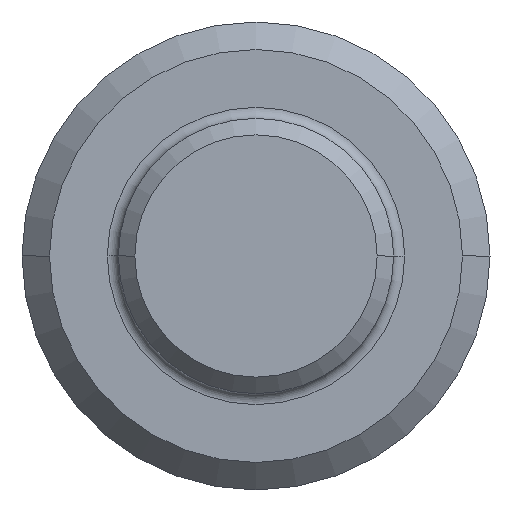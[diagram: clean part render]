
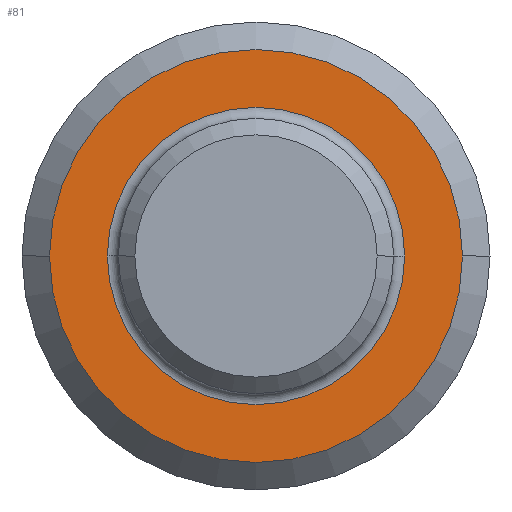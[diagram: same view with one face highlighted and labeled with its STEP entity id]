
A CAD part, front view. The second image highlights one B-rep face of the part: STEP entity #81.
In plain terms, the highlighted planar face has unit normal (0, -1, 0).
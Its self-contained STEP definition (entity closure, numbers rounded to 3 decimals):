
#10 = EDGE_CURVE ( 'NONE', #219, #709, #357, .T. ) ;
#20 = AXIS2_PLACEMENT_3D ( 'NONE', #434, #156, #502 ) ;
#81 = ADVANCED_FACE ( 'NONE', ( #863, #576 ), #239, .T. ) ;
#110 = EDGE_LOOP ( 'NONE', ( #809, #655 ) ) ;
#114 = ORIENTED_EDGE ( 'NONE', *, *, #553, .T. ) ;
#115 = DIRECTION ( 'NONE',  ( 1., 0., 0. ) ) ;
#126 = AXIS2_PLACEMENT_3D ( 'NONE', #851, #856, #115 ) ;
#156 = DIRECTION ( 'NONE',  ( 0., -1., 0. ) ) ;
#181 = AXIS2_PLACEMENT_3D ( 'NONE', #657, #518, #565 ) ;
#219 = VERTEX_POINT ( 'NONE', #527 ) ;
#239 = PLANE ( 'NONE',  #181 ) ;
#251 = DIRECTION ( 'NONE',  ( 0., -1., 0. ) ) ;
#279 = CARTESIAN_POINT ( 'NONE',  ( 3.75, 0., 0. ) ) ;
#306 = VERTEX_POINT ( 'NONE', #430 ) ;
#350 = CIRCLE ( 'NONE', #393, 2.7 ) ;
#357 = CIRCLE ( 'NONE', #126, 2.7 ) ;
#393 = AXIS2_PLACEMENT_3D ( 'NONE', #738, #536, #885 ) ;
#411 = VERTEX_POINT ( 'NONE', #279 ) ;
#413 = CIRCLE ( 'NONE', #20, 3.75 ) ;
#430 = CARTESIAN_POINT ( 'NONE',  ( -3.75, 0., 0. ) ) ;
#434 = CARTESIAN_POINT ( 'NONE',  ( 0., 0., 0. ) ) ;
#502 = DIRECTION ( 'NONE',  ( 1., 0., 0. ) ) ;
#518 = DIRECTION ( 'NONE',  ( 0., -1., 0. ) ) ;
#527 = CARTESIAN_POINT ( 'NONE',  ( -2.7, 0., 0. ) ) ;
#536 = DIRECTION ( 'NONE',  ( 0., 1., 0. ) ) ;
#541 = CARTESIAN_POINT ( 'NONE',  ( 2.7, 0., 0. ) ) ;
#553 = EDGE_CURVE ( 'NONE', #306, #411, #413, .T. ) ;
#565 = DIRECTION ( 'NONE',  ( 1., 0., 0. ) ) ;
#576 = FACE_BOUND ( 'NONE', #110, .T. ) ;
#595 = CIRCLE ( 'NONE', #774, 3.75 ) ;
#602 = EDGE_CURVE ( 'NONE', #411, #306, #595, .T. ) ;
#655 = ORIENTED_EDGE ( 'NONE', *, *, #10, .T. ) ;
#657 = CARTESIAN_POINT ( 'NONE',  ( 2.5, 0., 0. ) ) ;
#674 = EDGE_CURVE ( 'NONE', #709, #219, #350, .T. ) ;
#678 = DIRECTION ( 'NONE',  ( 1., 0., 0. ) ) ;
#682 = CARTESIAN_POINT ( 'NONE',  ( 0., 0., 0. ) ) ;
#709 = VERTEX_POINT ( 'NONE', #541 ) ;
#716 = EDGE_LOOP ( 'NONE', ( #114, #767 ) ) ;
#738 = CARTESIAN_POINT ( 'NONE',  ( 0., 0., 0. ) ) ;
#767 = ORIENTED_EDGE ( 'NONE', *, *, #602, .T. ) ;
#774 = AXIS2_PLACEMENT_3D ( 'NONE', #682, #251, #678 ) ;
#809 = ORIENTED_EDGE ( 'NONE', *, *, #674, .T. ) ;
#851 = CARTESIAN_POINT ( 'NONE',  ( 0., 0., 0. ) ) ;
#856 = DIRECTION ( 'NONE',  ( 0., 1., 0. ) ) ;
#863 = FACE_OUTER_BOUND ( 'NONE', #716, .T. ) ;
#885 = DIRECTION ( 'NONE',  ( 1., 0., 0. ) ) ;
